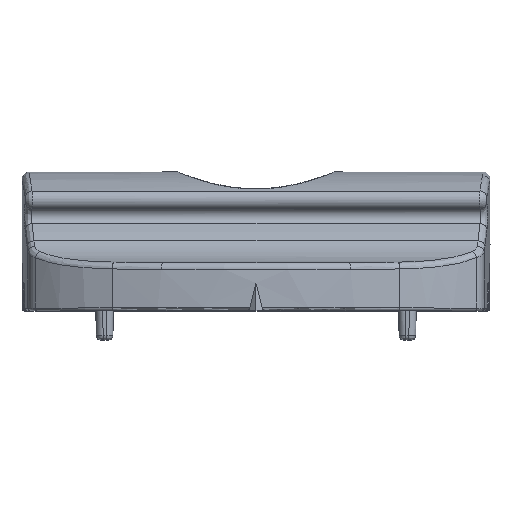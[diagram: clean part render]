
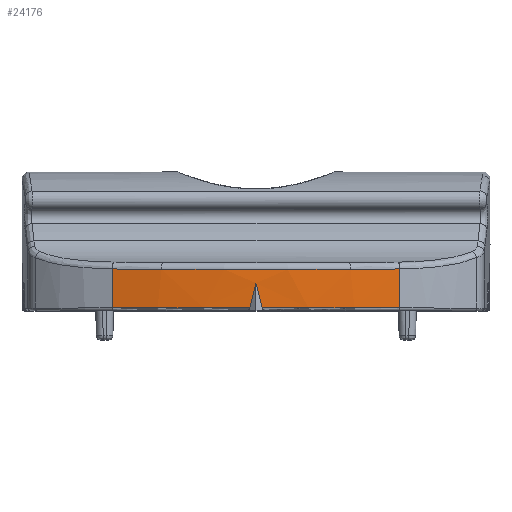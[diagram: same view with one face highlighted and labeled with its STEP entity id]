
A CAD part, top view. The second image highlights one B-rep face of the part: STEP entity #24176.
In plain terms, the highlighted cylindrical face has radius 45 mm (diameter 90 mm), a partial arc.
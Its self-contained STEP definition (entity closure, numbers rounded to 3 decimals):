
#5353=CARTESIAN_POINT('',(10.446,3.035,11.771));
#5366=DIRECTION('',(0.,1.,0.));
#5367=VECTOR('',#5366,2.835);
#5368=CARTESIAN_POINT('',(10.446,0.2,11.771));
#5369=LINE('',#5368,#5367);
#5389=CARTESIAN_POINT('',(10.446,3.035,11.771));
#5390=CARTESIAN_POINT('',(10.019,3.025,11.873));
#5391=CARTESIAN_POINT('',(9.183,3.011,12.059));
#5392=CARTESIAN_POINT('',(7.988,3.001,12.291));
#5393=CARTESIAN_POINT('',(7.231,3.,12.417));
#5394=CARTESIAN_POINT('',(6.863,3.,12.474));
#5399=CARTESIAN_POINT('',(0.,0.2,-32.));
#5400=DIRECTION('',(0.,1.,0.));
#5401=DIRECTION('',(0.01,0.,1.));
#5402=AXIS2_PLACEMENT_3D('',#5399,#5400,#5401);
#5407=CARTESIAN_POINT('',(0.452,0.2,12.998));
#5408=CARTESIAN_POINT('',(0.377,0.499,
12.999));
#5409=CARTESIAN_POINT('',(0.226,1.098,13.));
#5410=CARTESIAN_POINT('',(0.076,1.702,13.));
#5411=CARTESIAN_POINT('',(0.,2.005,
13.));
#5416=CARTESIAN_POINT('',(0.,0.2,-32.));
#5417=DIRECTION('',(0.,-1.,0.));
#5418=DIRECTION('',(-0.01,0.,1.));
#5419=AXIS2_PLACEMENT_3D('',#5416,#5417,#5418);
#5424=DIRECTION('',(0.,1.,0.));
#5425=VECTOR('',#5424,2.835);
#5426=CARTESIAN_POINT('',(-10.446,0.2,11.771));
#5427=LINE('',#5426,#5425);
#5431=CARTESIAN_POINT('',(-6.863,3.,12.474));
#5432=CARTESIAN_POINT('',(-7.315,3.,12.404));
#5433=CARTESIAN_POINT('',(-8.181,3.002,12.256));
#5434=CARTESIAN_POINT('',(-9.375,3.013,12.018));
#5435=CARTESIAN_POINT('',(-10.101,3.026,11.853));
#5436=CARTESIAN_POINT('',(-10.446,3.035,11.771));
#5441=CARTESIAN_POINT('',(0.,3.,-32.));
#5442=DIRECTION('',(0.,-1.,0.));
#5443=DIRECTION('',(0.153,0.,0.988));
#5444=AXIS2_PLACEMENT_3D('',#5441,#5442,#5443);
#5481=CARTESIAN_POINT('',(-0.452,0.2,12.998));
#5482=CARTESIAN_POINT('',(-0.301,0.801,
12.999));
#5483=CARTESIAN_POINT('',(-0.15,1.403,
13.));
#5484=CARTESIAN_POINT('',(0.,2.005,
13.));
#18858=CARTESIAN_POINT('',(-10.446,0.2,11.771));
#18859=VERTEX_POINT('',#18858);
#18862=CARTESIAN_POINT('',(-0.452,0.2,12.998));
#18863=VERTEX_POINT('',#18862);
#19717=CARTESIAN_POINT('',(0.,2.005,
13.));
#19719=VERTEX_POINT('',#19717);
#19744=CARTESIAN_POINT('',(10.446,0.2,11.771));
#19745=VERTEX_POINT('',#19744);
#19748=CARTESIAN_POINT('',(0.452,0.2,12.998));
#19749=VERTEX_POINT('',#19748);
#19780=VERTEX_POINT('',#5353);
#19782=VERTEX_POINT('',#5394);
#19784=CARTESIAN_POINT('',(-6.863,3.,12.474));
#19785=VERTEX_POINT('',#19784);
#19788=VERTEX_POINT('',#5436);
#24153=CARTESIAN_POINT('',(0.,-2.1,-32.));
#24154=DIRECTION('',(0.,-1.,0.));
#24155=DIRECTION('',(1.,0.,0.));
#24156=AXIS2_PLACEMENT_3D('',#24153,#24154,#24155);
#24157=CYLINDRICAL_SURFACE('',#24156,45.);
#24158=ORIENTED_EDGE('',*,*,#24143,.F.);
#24159=ORIENTED_EDGE('',*,*,#24043,.F.);
#24161=ORIENTED_EDGE('',*,*,#24160,.F.);
#24163=ORIENTED_EDGE('',*,*,#24162,.T.);
#24165=ORIENTED_EDGE('',*,*,#24164,.F.);
#24167=ORIENTED_EDGE('',*,*,#24166,.T.);
#24169=ORIENTED_EDGE('',*,*,#24168,.T.);
#24171=ORIENTED_EDGE('',*,*,#24170,.F.);
#24173=ORIENTED_EDGE('',*,*,#24172,.F.);
#24174=EDGE_LOOP('',(#24158,#24159,#24161,#24163,#24165,#24167,#24169,#24171,
#24173));
#24175=FACE_OUTER_BOUND('',#24174,.F.);
#5395=B_SPLINE_CURVE_WITH_KNOTS('',3,(#5389,#5390,#5391,#5392,#5393,#5394),
.UNSPECIFIED.,.F.,.F.,(4,1,1,4),(0.,0.333,0.667,1.),
.UNSPECIFIED.);
#5403=CIRCLE('',#5402,45.);
#5412=B_SPLINE_CURVE_WITH_KNOTS('',3,(#5407,#5408,#5409,#5410,#5411),
.UNSPECIFIED.,.F.,.F.,(4,1,4),(0.,0.5,1.),.UNSPECIFIED.);
#5420=CIRCLE('',#5419,45.);
#5437=B_SPLINE_CURVE_WITH_KNOTS('',3,(#5431,#5432,#5433,#5434,#5435,#5436),
.UNSPECIFIED.,.F.,.F.,(4,1,1,4),(0.,0.333,0.667,1.),
.UNSPECIFIED.);
#5445=CIRCLE('',#5444,45.);
#5485=B_SPLINE_CURVE_WITH_KNOTS('',3,(#5481,#5482,#5483,#5484),.UNSPECIFIED.,
.F.,.F.,(4,4),(0.,1.),.UNSPECIFIED.);
#24043=EDGE_CURVE('',#19745,#19780,#5369,.T.);
#24143=EDGE_CURVE('',#19780,#19782,#5395,.T.);
#24160=EDGE_CURVE('',#19749,#19745,#5403,.T.);
#24162=EDGE_CURVE('',#19749,#19719,#5412,.T.);
#24164=EDGE_CURVE('',#18863,#19719,#5485,.T.);
#24166=EDGE_CURVE('',#18863,#18859,#5420,.T.);
#24168=EDGE_CURVE('',#18859,#19788,#5427,.T.);
#24170=EDGE_CURVE('',#19785,#19788,#5437,.T.);
#24172=EDGE_CURVE('',#19782,#19785,#5445,.T.);
#24176=ADVANCED_FACE('',(#24175),#24157,.T.);
